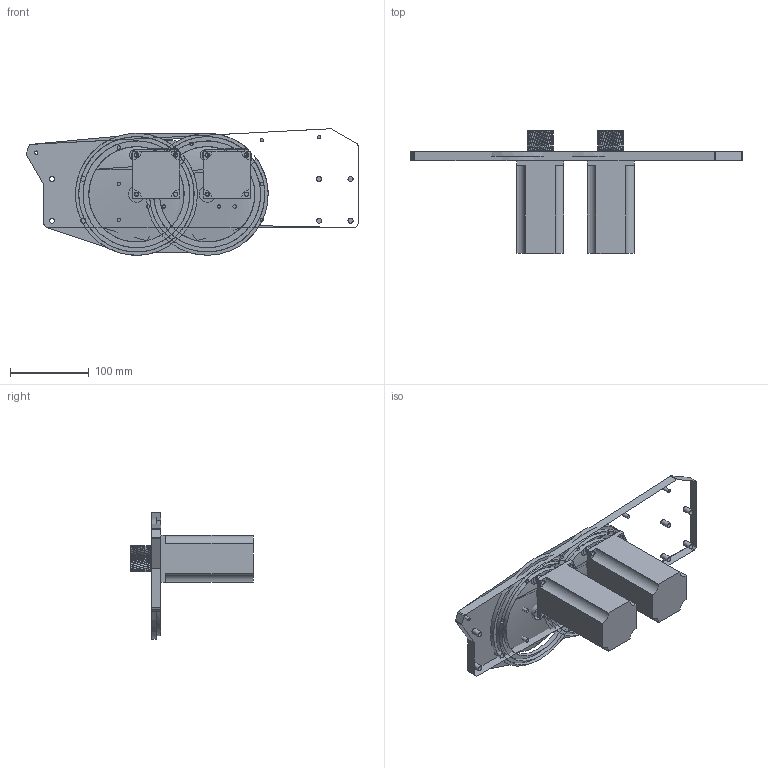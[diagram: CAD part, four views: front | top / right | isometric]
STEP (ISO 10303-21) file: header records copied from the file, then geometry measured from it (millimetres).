
FILE_DESCRIPTION(('FreeCAD Model'),'2;1');
FILE_NAME('Open CASCADE Shape Model','2022-02-19T17:42:23',('Jens Dyvik' ),('DyvikDesign'),'Open CASCADE STEP processor 7.5','FreeCAD', 'Unknown');
FILE_SCHEMA(('AUTOMOTIVE_DESIGN { 1 0 10303 214 1 1 1 1 }'));
Length unit declared in the file: millimetre
Products named in the file (8): z_tower_left; Nema24 motors; Nema24 stepper motor002; 30 tooth pinions; 30 tooth pinion; Lock nuts; Motor double lock nut; X axis plate - with attachment thread holes cut
Assembly tree (10 placements, depth 3):
  z_tower_left
    Nema24 motors
      Nema24 stepper motor002  x2
    30 tooth pinions
      30 tooth pinion  x2
    Lock nuts
      Motor double lock nut  x2
    X axis plate - with attachment thread holes cut
Bounding box: 422.58 x 156.5 x 161.02 mm (x, y, z)
Volume: 950408.8 mm3; surface area: 279542.7 mm2
Topology: 7 solids, 7 shells, 486 faces, 1516 edges, 978 vertices
Faces by surface type: bspline 252, cylinder 103, cone 66, plane 63, torus 2
Full cylindrical faces by diameter (mm): 4.3 x25, 5.5 x8, 6.5 x8, 8 x2, 13 x4, 16.1 x2, 38 x2, 40 x2
Entity records: 33624 total; most frequent: CARTESIAN_POINT 19742, DIRECTION 1784, ORIENTED_EDGE 1596, PCURVE 1596, DEFINITIONAL_REPRESENTATION 1596, B_SPLINE_CURVE_WITH_KNOTS 1054, LINE 976, VECTOR 976
